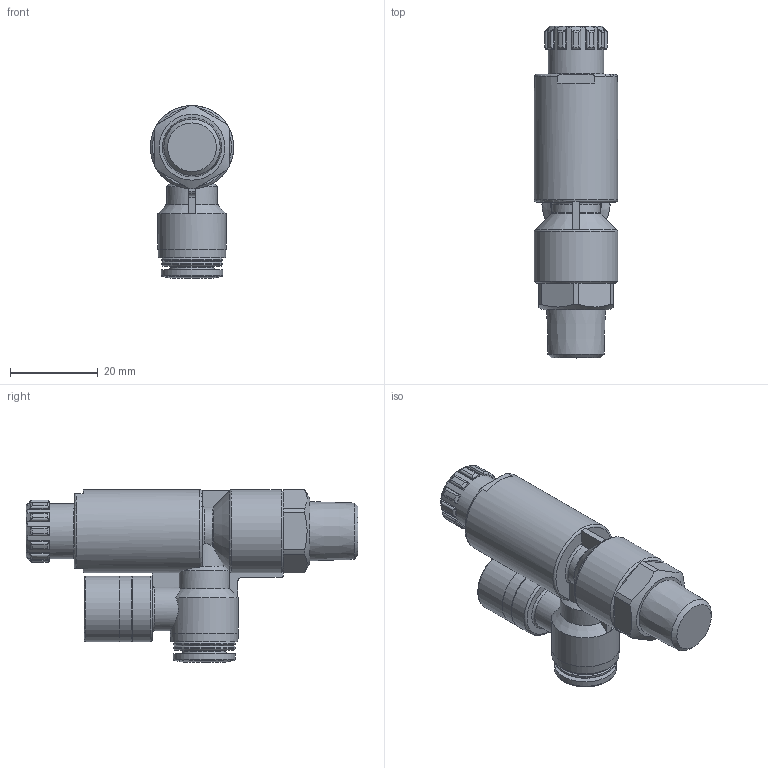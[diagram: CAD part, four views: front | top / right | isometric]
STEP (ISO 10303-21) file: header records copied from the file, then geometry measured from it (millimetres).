
FILE_DESCRIPTION(/* description */ ('STEP AP214'),/* implementation_level */ '2;1');
FILE_NAME(/* name */ '8086013_VRPA-LM-R14-Q8',/* time_stamp */ '2024-09-17T04:24:01+02:00',/* author */ ('License CC BY-ND 4.0'),/* organization */ ('CADENAS'),/* preprocessor_version */ 'ST-DEVELOPER v19.3',/* originating_system */ 'PARTsolutions',/* authorisation */ ' ');
FILE_SCHEMA (('AUTOMOTIVE_DESIGN {1 0 10303 214 3 1 1}'));
Length unit declared in the file: millimetre
Products named in the file (1): 8086013 VRPA-LM-R14-Q8---(0_high)
Bounding box: 18.99 x 75.6 x 39.4 mm (x, y, z)
Volume: 22632.8 mm3; surface area: 7789.9 mm2
Topology: 1 solids, 1 shells, 203 faces, 548 edges, 355 vertices
Faces by surface type: plane 85, cylinder 64, torus 38, cone 16
Full cylindrical faces by diameter (mm): 6.333 x1, 8 x1, 9.8 x1, 12.6 x1, 14.1 x3, 14.9 x1, 15 x2, 15.5 x1, 19 x1
Entity records: 7838 total; most frequent: CARTESIAN_POINT 1650, ORIENTED_EDGE 1026, DIRECTION 912, EDGE_CURVE 513, AXIS2_PLACEMENT_3D 371, VERTEX_POINT 348, EDGE_LOOP 239, FACE_BOUND 239
